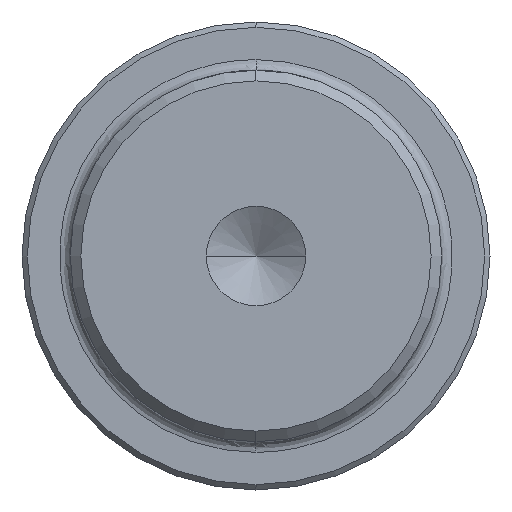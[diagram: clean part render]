
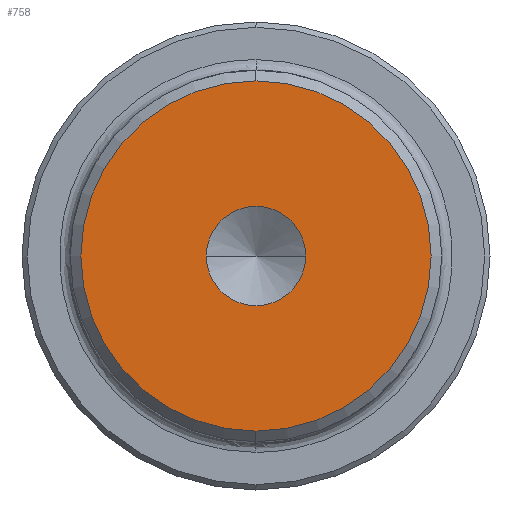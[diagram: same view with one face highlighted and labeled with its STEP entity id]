
A CAD part, left-side view. The second image highlights one B-rep face of the part: STEP entity #758.
In plain terms, the highlighted planar face has unit normal (-1, 0, 0).
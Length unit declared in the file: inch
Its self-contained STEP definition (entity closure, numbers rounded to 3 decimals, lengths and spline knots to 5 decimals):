
#8 = CARTESIAN_POINT ( 'NONE',  ( 0., 0., 0.64813 ) ) ;
#61 = EDGE_CURVE ( 'NONE', #326, #794, #1587, .T. ) ;
#83 = AXIS2_PLACEMENT_3D ( 'NONE', #874, #332, #746 ) ;
#106 = AXIS2_PLACEMENT_3D ( 'NONE', #515, #908, #1739 ) ;
#110 = CARTESIAN_POINT ( 'NONE',  ( 0., 0., 0. ) ) ;
#129 = CARTESIAN_POINT ( 'NONE',  ( 0., 0., -0.64813 ) ) ;
#211 = AXIS2_PLACEMENT_3D ( 'NONE', #302, #829, #1236 ) ;
#241 = DIRECTION ( 'NONE',  ( -1., 0., 0. ) ) ;
#302 = CARTESIAN_POINT ( 'NONE',  ( 0., 0., 0. ) ) ;
#326 = VERTEX_POINT ( 'NONE', #8 ) ;
#332 = DIRECTION ( 'NONE',  ( 1., 0., 0. ) ) ;
#334 = ORIENTED_EDGE ( 'NONE', *, *, #448, .F. ) ;
#358 = EDGE_CURVE ( 'NONE', #785, #687, #1113, .T. ) ;
#360 = DIRECTION ( 'NONE',  ( 0., 0., -1. ) ) ;
#437 = EDGE_LOOP ( 'NONE', ( #334, #617 ) ) ;
#448 = EDGE_CURVE ( 'NONE', #794, #326, #520, .T. ) ;
#452 = ORIENTED_EDGE ( 'NONE', *, *, #1436, .T. ) ;
#515 = CARTESIAN_POINT ( 'NONE',  ( 0., 0., 0. ) ) ;
#520 = CIRCLE ( 'NONE', #675, 0.64813 ) ;
#527 = CARTESIAN_POINT ( 'NONE',  ( 0., 0., -0.184 ) ) ;
#580 = FACE_BOUND ( 'NONE', #594, .T. ) ;
#594 = EDGE_LOOP ( 'NONE', ( #452, #1516 ) ) ;
#617 = ORIENTED_EDGE ( 'NONE', *, *, #61, .F. ) ;
#651 = DIRECTION ( 'NONE',  ( 0., 0., 1. ) ) ;
#675 = AXIS2_PLACEMENT_3D ( 'NONE', #1173, #1160, #360 ) ;
#687 = VERTEX_POINT ( 'NONE', #1466 ) ;
#746 = DIRECTION ( 'NONE',  ( 0., 0., 1. ) ) ;
#758 = ADVANCED_FACE ( 'NONE', ( #1164, #580 ), #1731, .T. ) ;
#785 = VERTEX_POINT ( 'NONE', #527 ) ;
#794 = VERTEX_POINT ( 'NONE', #129 ) ;
#829 = DIRECTION ( 'NONE',  ( 1., 0., 0. ) ) ;
#874 = CARTESIAN_POINT ( 'NONE',  ( 0., 0., 0. ) ) ;
#908 = DIRECTION ( 'NONE',  ( 1., 0., 0. ) ) ;
#1113 = CIRCLE ( 'NONE', #211, 0.184 ) ;
#1160 = DIRECTION ( 'NONE',  ( 1., 0., 0. ) ) ;
#1164 = FACE_OUTER_BOUND ( 'NONE', #437, .T. ) ;
#1173 = CARTESIAN_POINT ( 'NONE',  ( 0., 0., 0. ) ) ;
#1236 = DIRECTION ( 'NONE',  ( 0., 0., 1. ) ) ;
#1372 = CIRCLE ( 'NONE', #83, 0.184 ) ;
#1436 = EDGE_CURVE ( 'NONE', #687, #785, #1372, .T. ) ;
#1466 = CARTESIAN_POINT ( 'NONE',  ( 0., 0., 0.184 ) ) ;
#1516 = ORIENTED_EDGE ( 'NONE', *, *, #358, .T. ) ;
#1587 = CIRCLE ( 'NONE', #106, 0.64813 ) ;
#1695 = AXIS2_PLACEMENT_3D ( 'NONE', #110, #241, #651 ) ;
#1731 = PLANE ( 'NONE',  #1695 ) ;
#1739 = DIRECTION ( 'NONE',  ( 0., 0., -1. ) ) ;
